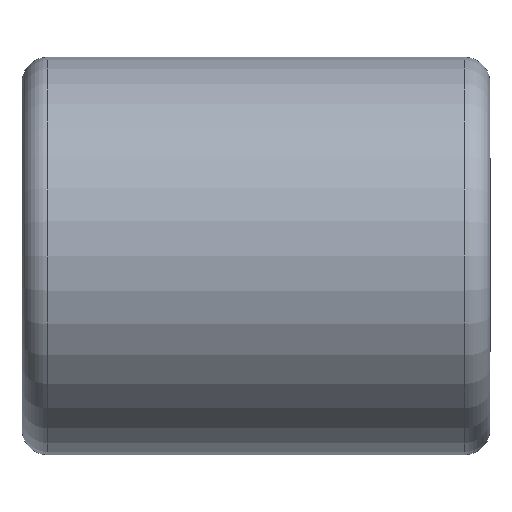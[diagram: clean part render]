
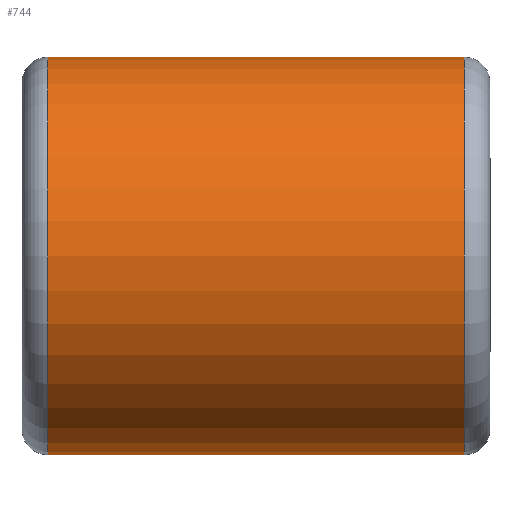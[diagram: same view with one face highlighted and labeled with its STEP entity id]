
A CAD part, front view. The second image highlights one B-rep face of the part: STEP entity #744.
In plain terms, the highlighted cylindrical face has radius 42.5 mm (diameter 85 mm), a partial arc.
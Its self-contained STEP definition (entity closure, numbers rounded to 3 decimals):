
#77 = DIRECTION ( 'NONE',  ( -1., 0., 0. ) ) ;
#82 = CARTESIAN_POINT ( 'NONE',  ( -44.5, 0., 291.987 ) ) ;
#210 = EDGE_CURVE ( 'NONE', #1220, #552, #2810, .T. ) ;
#473 = DIRECTION ( 'NONE',  ( 0., 0., -1. ) ) ;
#477 = VERTEX_POINT ( 'NONE', #4325 ) ;
#538 = DIRECTION ( 'NONE',  ( 0., 0., 1. ) ) ;
#552 = VERTEX_POINT ( 'NONE', #1564 ) ;
#744 = ADVANCED_FACE ( 'NONE', ( #3248 ), #3181, .T. ) ;
#787 = EDGE_LOOP ( 'NONE', ( #1646, #3003, #3941, #3867 ) ) ;
#1220 = VERTEX_POINT ( 'NONE', #1716 ) ;
#1266 = DIRECTION ( 'NONE',  ( -1., 0., 0. ) ) ;
#1499 = DIRECTION ( 'NONE',  ( -1., 0., 0. ) ) ;
#1564 = CARTESIAN_POINT ( 'NONE',  ( -44.5, 0., 249.487 ) ) ;
#1631 = VERTEX_POINT ( 'NONE', #2740 ) ;
#1646 = ORIENTED_EDGE ( 'NONE', *, *, #2464, .F. ) ;
#1716 = CARTESIAN_POINT ( 'NONE',  ( -44.5, 0., 334.487 ) ) ;
#1947 = LINE ( 'NONE', #3333, #4340 ) ;
#1984 = CIRCLE ( 'NONE', #4511, 42.5 ) ;
#2464 = EDGE_CURVE ( 'NONE', #477, #552, #4332, .T. ) ;
#2560 = CARTESIAN_POINT ( 'NONE',  ( -57.637, 0., 249.487 ) ) ;
#2561 = EDGE_CURVE ( 'NONE', #477, #1631, #1984, .T. ) ;
#2622 = EDGE_CURVE ( 'NONE', #1631, #1220, #1947, .T. ) ;
#2740 = CARTESIAN_POINT ( 'NONE',  ( 44.5, 0., 334.487 ) ) ;
#2779 = DIRECTION ( 'NONE',  ( -1., 0., 0. ) ) ;
#2810 = CIRCLE ( 'NONE', #3863, 42.5 ) ;
#3003 = ORIENTED_EDGE ( 'NONE', *, *, #2561, .T. ) ;
#3039 = VECTOR ( 'NONE', #1499, 1000. ) ;
#3181 = CYLINDRICAL_SURFACE ( 'NONE', #3574, 42.5 ) ;
#3248 = FACE_OUTER_BOUND ( 'NONE', #787, .T. ) ;
#3333 = CARTESIAN_POINT ( 'NONE',  ( -57.637, 0., 334.487 ) ) ;
#3574 = AXIS2_PLACEMENT_3D ( 'NONE', #4481, #2779, #538 ) ;
#3700 = DIRECTION ( 'NONE',  ( 1., 0., 0. ) ) ;
#3733 = DIRECTION ( 'NONE',  ( 0., 0., 1. ) ) ;
#3863 = AXIS2_PLACEMENT_3D ( 'NONE', #82, #3700, #473 ) ;
#3867 = ORIENTED_EDGE ( 'NONE', *, *, #210, .T. ) ;
#3941 = ORIENTED_EDGE ( 'NONE', *, *, #2622, .T. ) ;
#4325 = CARTESIAN_POINT ( 'NONE',  ( 44.5, 0., 249.487 ) ) ;
#4332 = LINE ( 'NONE', #2560, #3039 ) ;
#4340 = VECTOR ( 'NONE', #77, 1000. ) ;
#4469 = CARTESIAN_POINT ( 'NONE',  ( 44.5, 0., 291.987 ) ) ;
#4481 = CARTESIAN_POINT ( 'NONE',  ( -57.637, 0., 291.987 ) ) ;
#4511 = AXIS2_PLACEMENT_3D ( 'NONE', #4469, #1266, #3733 ) ;
